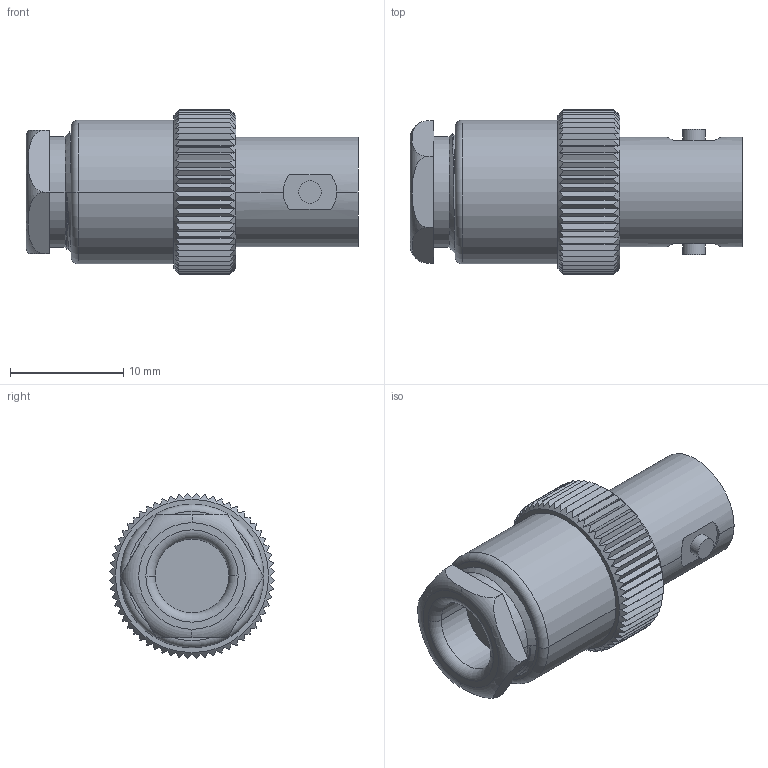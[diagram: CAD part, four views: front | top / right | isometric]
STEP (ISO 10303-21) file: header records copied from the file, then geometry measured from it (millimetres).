
FILE_DESCRIPTION((''),'2;1');
FILE_NAME('31-15_SW0002','2018-06-29T',('Vijayaragavan'),(''),'CREO PARAMETRIC BY PTC INC, 2017020','CREO PARAMETRIC BY PTC INC, 2017020','');
FILE_SCHEMA(('CONFIG_CONTROL_DESIGN'));
Length unit declared in the file: inch
Products named in the file (1): 31-15_SW0002
Bounding box: 29.34 x 14.59 x 14.59 mm (x, y, z)
Volume: 2645.5 mm3; surface area: 1902.8 mm2
Topology: 1 solids, 1 shells, 260 faces, 733 edges, 483 vertices
Faces by surface type: plane 151, cylinder 84, cone 16, torus 6, bspline 3
Entity records: 9663 total; most frequent: CARTESIAN_POINT 3258, ORIENTED_EDGE 1462, DIRECTION 1174, EDGE_CURVE 731, VERTEX_POINT 483, AXIS2_PLACEMENT_3D 458, B_SPLINE_CURVE_WITH_KNOTS 272, EDGE_LOOP 270
